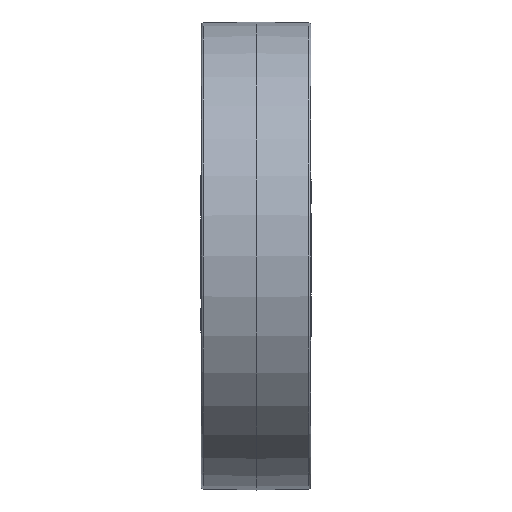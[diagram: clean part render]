
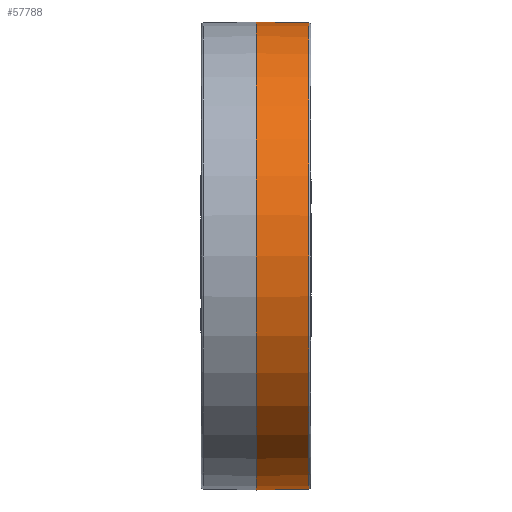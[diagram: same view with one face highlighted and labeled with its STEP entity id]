
A CAD part, front view. The second image highlights one B-rep face of the part: STEP entity #57788.
In plain terms, the highlighted conical face has half-angle 1 degrees and reference radius 50.8 mm.
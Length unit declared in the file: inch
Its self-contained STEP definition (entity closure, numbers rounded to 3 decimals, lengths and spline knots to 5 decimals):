
#185 = LINE ( 'NONE', #30933, #3688 ) ;
#3548 = ORIENTED_EDGE ( 'NONE', *, *, #29954, .T. ) ;
#3688 = VECTOR ( 'NONE', #10460, 39.37008 ) ;
#3776 = DIRECTION ( 'NONE',  ( 0., 0., -1. ) ) ;
#3931 = DIRECTION ( 'NONE',  ( -1., 0., 0. ) ) ;
#4456 = CONICAL_SURFACE ( 'NONE', #24499, 2., 0.017 ) ;
#6855 = VECTOR ( 'NONE', #12136, 39.37008 ) ;
#8562 = CARTESIAN_POINT ( 'NONE',  ( 0., 0., 0. ) ) ;
#9618 = CARTESIAN_POINT ( 'NONE',  ( 0.44941, 0., 1.99216 ) ) ;
#10460 = DIRECTION ( 'NONE',  ( -1., 0., -0.017 ) ) ;
#12089 = ORIENTED_EDGE ( 'NONE', *, *, #12223, .T. ) ;
#12136 = DIRECTION ( 'NONE',  ( -1., 0., 0.017 ) ) ;
#12223 = EDGE_CURVE ( 'NONE', #22578, #29997, #27993, .T. ) ;
#12981 = CARTESIAN_POINT ( 'NONE',  ( 0., 0., 2. ) ) ;
#13660 = CARTESIAN_POINT ( 'NONE',  ( 0.44941, 0., -1.99216 ) ) ;
#14945 = ORIENTED_EDGE ( 'NONE', *, *, #60943, .F. ) ;
#18097 = VERTEX_POINT ( 'NONE', #58595 ) ;
#20079 = EDGE_LOOP ( 'NONE', ( #3548, #12089, #54969, #14945 ) ) ;
#22578 = VERTEX_POINT ( 'NONE', #9618 ) ;
#22902 = CIRCLE ( 'NONE', #64058, 1.99216 ) ;
#24499 = AXIS2_PLACEMENT_3D ( 'NONE', #8562, #3931, #53854 ) ;
#27993 = LINE ( 'NONE', #43178, #6855 ) ;
#28897 = VERTEX_POINT ( 'NONE', #13660 ) ;
#29751 = CIRCLE ( 'NONE', #44522, 2. ) ;
#29954 = EDGE_CURVE ( 'NONE', #28897, #22578, #22902, .T. ) ;
#29997 = VERTEX_POINT ( 'NONE', #12981 ) ;
#30933 = CARTESIAN_POINT ( 'NONE',  ( 0., 0., -2. ) ) ;
#31179 = DIRECTION ( 'NONE',  ( -1., 0., 0. ) ) ;
#35160 = CARTESIAN_POINT ( 'NONE',  ( 0., 0., 0. ) ) ;
#35714 = EDGE_CURVE ( 'NONE', #29997, #18097, #29751, .T. ) ;
#43178 = CARTESIAN_POINT ( 'NONE',  ( 0., 0., 2. ) ) ;
#43277 = FACE_OUTER_BOUND ( 'NONE', #20079, .T. ) ;
#44522 = AXIS2_PLACEMENT_3D ( 'NONE', #35160, #49383, #3776 ) ;
#49383 = DIRECTION ( 'NONE',  ( 1., 0., 0. ) ) ;
#51344 = DIRECTION ( 'NONE',  ( 0., 0., 1. ) ) ;
#53854 = DIRECTION ( 'NONE',  ( 0., 0., -1. ) ) ;
#54969 = ORIENTED_EDGE ( 'NONE', *, *, #35714, .T. ) ;
#56003 = CARTESIAN_POINT ( 'NONE',  ( 0.44941, 0., 0. ) ) ;
#57788 = ADVANCED_FACE ( 'NONE', ( #43277 ), #4456, .T. ) ;
#58595 = CARTESIAN_POINT ( 'NONE',  ( 0., 0., -2. ) ) ;
#60943 = EDGE_CURVE ( 'NONE', #28897, #18097, #185, .T. ) ;
#64058 = AXIS2_PLACEMENT_3D ( 'NONE', #56003, #31179, #51344 ) ;
